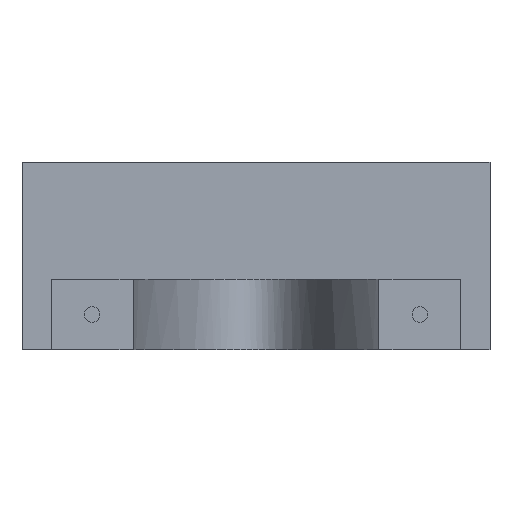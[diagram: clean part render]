
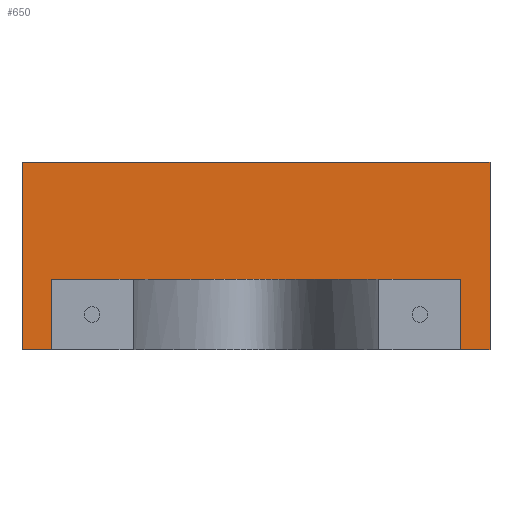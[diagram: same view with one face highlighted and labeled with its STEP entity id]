
A CAD part, front view. The second image highlights one B-rep face of the part: STEP entity #650.
In plain terms, the highlighted planar face has unit normal (0, -1, 0).
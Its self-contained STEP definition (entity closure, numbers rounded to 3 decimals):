
#44=PLANE('',#731);
#78=FACE_OUTER_BOUND('',#117,.T.);
#117=EDGE_LOOP('',(#592,#593,#594,#595,#596,#597,#598,#599));
#160=LINE('',#1034,#223);
#166=LINE('',#1066,#229);
#169=LINE('',#1073,#232);
#181=LINE('',#1109,#244);
#182=LINE('',#1111,#245);
#183=LINE('',#1114,#246);
#184=LINE('',#1116,#247);
#185=LINE('',#1117,#248);
#223=VECTOR('',#840,10.);
#229=VECTOR('',#878,10.);
#232=VECTOR('',#883,10.);
#244=VECTOR('',#905,10.);
#245=VECTOR('',#908,10.);
#246=VECTOR('',#913,10.);
#247=VECTOR('',#916,10.);
#248=VECTOR('',#917,10.);
#313=VERTEX_POINT('',#1031);
#314=VERTEX_POINT('',#1033);
#323=VERTEX_POINT('',#1063);
#324=VERTEX_POINT('',#1065);
#325=VERTEX_POINT('',#1069);
#327=VERTEX_POINT('',#1072);
#335=VERTEX_POINT('',#1105);
#336=VERTEX_POINT('',#1107);
#390=EDGE_CURVE('',#314,#313,#160,.T.);
#406=EDGE_CURVE('',#323,#324,#166,.T.);
#409=EDGE_CURVE('',#327,#325,#169,.T.);
#423=EDGE_CURVE('',#335,#336,#181,.T.);
#424=EDGE_CURVE('',#336,#327,#182,.T.);
#425=EDGE_CURVE('',#324,#313,#183,.T.);
#426=EDGE_CURVE('',#325,#314,#184,.T.);
#427=EDGE_CURVE('',#323,#335,#185,.T.);
#592=ORIENTED_EDGE('',*,*,#409,.T.);
#593=ORIENTED_EDGE('',*,*,#426,.T.);
#594=ORIENTED_EDGE('',*,*,#390,.T.);
#595=ORIENTED_EDGE('',*,*,#425,.F.);
#596=ORIENTED_EDGE('',*,*,#406,.F.);
#597=ORIENTED_EDGE('',*,*,#427,.T.);
#598=ORIENTED_EDGE('',*,*,#423,.T.);
#599=ORIENTED_EDGE('',*,*,#424,.T.);
#650=ADVANCED_FACE('',(#78),#44,.T.);
#731=AXIS2_PLACEMENT_3D('',#1115,#914,#915);
#840=DIRECTION('',(0.,0.,1.));
#878=DIRECTION('',(0.,0.,1.));
#883=DIRECTION('',(0.,0.,-1.));
#905=DIRECTION('',(0.,0.,1.));
#908=DIRECTION('',(1.,0.,0.));
#913=DIRECTION('',(1.,0.,0.));
#914=DIRECTION('center_axis',(0.,-1.,0.));
#915=DIRECTION('ref_axis',(1.,0.,0.));
#916=DIRECTION('',(1.,0.,0.));
#917=DIRECTION('',(1.,0.,0.));
#1031=CARTESIAN_POINT('',(40.,-16.5,32.));
#1033=CARTESIAN_POINT('',(40.,-16.5,0.));
#1034=CARTESIAN_POINT('',(40.,-16.5,0.));
#1063=CARTESIAN_POINT('',(-40.,-16.5,0.));
#1065=CARTESIAN_POINT('',(-40.,-16.5,32.));
#1066=CARTESIAN_POINT('',(-40.,-16.5,0.));
#1069=CARTESIAN_POINT('',(35.,-16.5,0.));
#1072=CARTESIAN_POINT('',(35.,-16.5,12.));
#1073=CARTESIAN_POINT('',(35.,-16.5,0.));
#1105=CARTESIAN_POINT('',(-35.,-16.5,0.));
#1107=CARTESIAN_POINT('',(-35.,-16.5,12.));
#1109=CARTESIAN_POINT('',(-35.,-16.5,0.));
#1111=CARTESIAN_POINT('',(-20.,-16.5,12.));
#1114=CARTESIAN_POINT('',(-40.,-16.5,32.));
#1115=CARTESIAN_POINT('Origin',(-40.,-16.5,0.));
#1116=CARTESIAN_POINT('',(-40.,-16.5,0.));
#1117=CARTESIAN_POINT('',(-40.,-16.5,0.));
